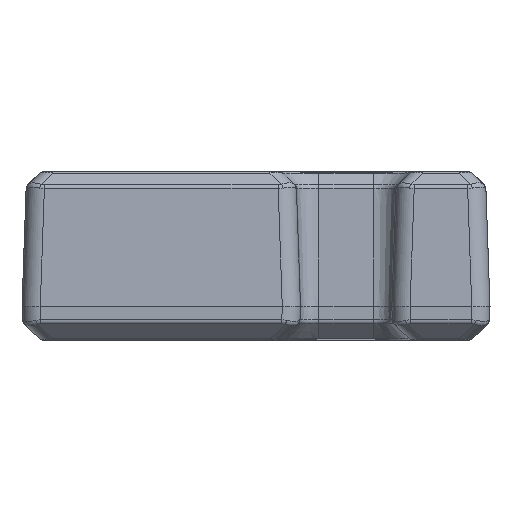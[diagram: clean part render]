
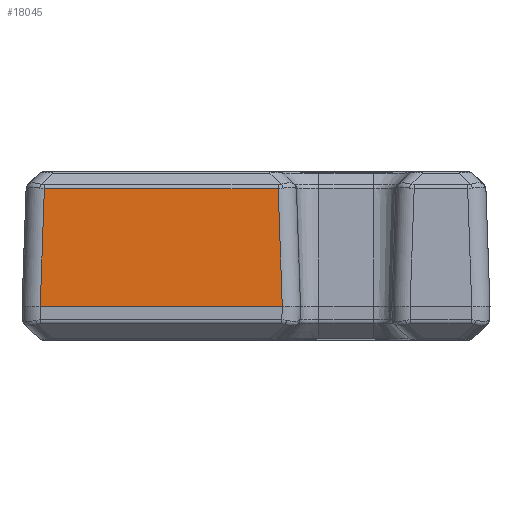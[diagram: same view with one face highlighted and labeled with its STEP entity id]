
A CAD part, front view. The second image highlights one B-rep face of the part: STEP entity #18045.
In plain terms, the highlighted planar face has unit normal (0, -0.999, 0.035).
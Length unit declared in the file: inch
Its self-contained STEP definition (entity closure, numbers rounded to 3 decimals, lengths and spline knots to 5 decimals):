
#2831=DIRECTION('',(1.,0.,0.));
#2832=VECTOR('',#2831,1.0601);
#2833=CARTESIAN_POINT('',(-1.97005,-2.84,0.));
#2834=LINE('',#2833,#2832);
#3832=CARTESIAN_POINT('',(-0.90995,-2.84,0.));
#3834=DIRECTION('',(0.035,-0.035,-0.999));
#3835=VECTOR('',#3834,0.51557);
#3836=CARTESIAN_POINT('',(-0.92793,-2.82202,
0.51495));
#3837=LINE('',#3836,#3835);
#3842=DIRECTION('',(1.,0.,0.));
#3843=VECTOR('',#3842,1.02413);
#3844=CARTESIAN_POINT('',(-1.95207,-2.82202,
0.51495));
#3845=LINE('',#3844,#3843);
#3857=CARTESIAN_POINT('',(-0.92793,-2.82202,
0.51495));
#3885=DIRECTION('',(-0.035,-0.035,-0.999));
#3886=VECTOR('',#3885,0.51557);
#3887=CARTESIAN_POINT('',(-1.95207,-2.82202,
0.51495));
#3888=LINE('',#3887,#3886);
#3889=CARTESIAN_POINT('',(-1.97005,-2.84,0.));
#11523=VERTEX_POINT('',#3832);
#11524=VERTEX_POINT('',#3889);
#11634=VERTEX_POINT('',#3857);
#11637=CARTESIAN_POINT('',(-1.95207,-2.82202,
0.51495));
#11638=VERTEX_POINT('',#11637);
#18032=CARTESIAN_POINT('',(-3.09335,-2.84,0.));
#18033=DIRECTION('',(0.,-0.999,0.035));
#18034=DIRECTION('',(1.,0.,0.));
#18035=AXIS2_PLACEMENT_3D('',#18032,#18033,#18034);
#18036=PLANE('',#18035);
#18038=ORIENTED_EDGE('',*,*,#18037,.T.);
#18039=ORIENTED_EDGE('',*,*,#18024,.T.);
#18040=ORIENTED_EDGE('',*,*,#16652,.F.);
#18042=ORIENTED_EDGE('',*,*,#18041,.F.);
#18043=EDGE_LOOP('',(#18038,#18039,#18040,#18042));
#18044=FACE_OUTER_BOUND('',#18043,.F.);
#18045=ADVANCED_FACE('',(#18044),#18036,.T.);
#16652=EDGE_CURVE('',#11524,#11523,#2834,.T.);
#18024=EDGE_CURVE('',#11634,#11523,#3837,.T.);
#18037=EDGE_CURVE('',#11638,#11634,#3845,.T.);
#18041=EDGE_CURVE('',#11638,#11524,#3888,.T.);
